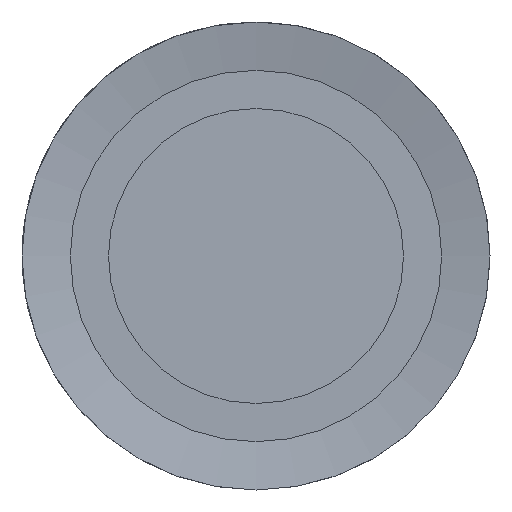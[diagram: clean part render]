
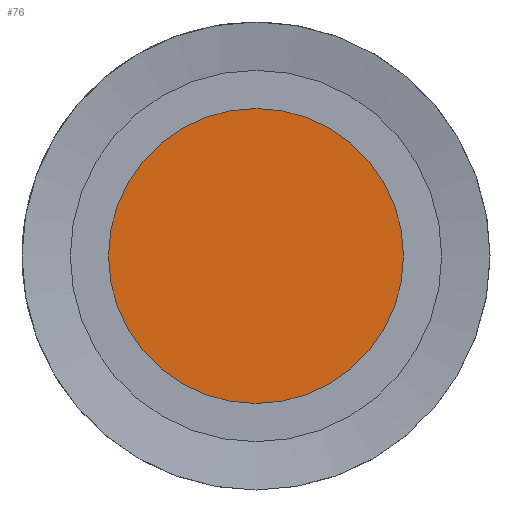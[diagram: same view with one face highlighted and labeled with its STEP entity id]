
A CAD part, left-side view. The second image highlights one B-rep face of the part: STEP entity #76.
In plain terms, the highlighted planar face has unit normal (-1, 0, 0).
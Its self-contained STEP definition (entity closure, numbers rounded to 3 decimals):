
#76 = ADVANCED_FACE( '', ( #210 ), #211, .F. );
#210 = FACE_OUTER_BOUND( '', #484, .T. );
#211 = PLANE( '', #485 );
#484 = EDGE_LOOP( '', ( #763 ) );
#485 = AXIS2_PLACEMENT_3D( '', #764, #765, #766 );
#763 = ORIENTED_EDGE( '', *, *, #1800, .F. );
#764 = CARTESIAN_POINT( '', ( 0., 0., 0. ) );
#765 = DIRECTION( '', ( 1., 0., 0. ) );
#766 = DIRECTION( '', ( 0., 0., -1. ) );
#1800 = EDGE_CURVE( '', #2126, #2126, #2127, .T. );
#2126 = VERTEX_POINT( '', #2652 );
#2127 = CIRCLE( '', #2653, 7.25 );
#2652 = CARTESIAN_POINT( '', ( 0., 0., -7.25 ) );
#2653 = AXIS2_PLACEMENT_3D( '', #3318, #3319, #3320 );
#3318 = CARTESIAN_POINT( '', ( 0., 0., 0. ) );
#3319 = DIRECTION( '', ( 1., 0., 0. ) );
#3320 = DIRECTION( '', ( 0., 0., -1. ) );
